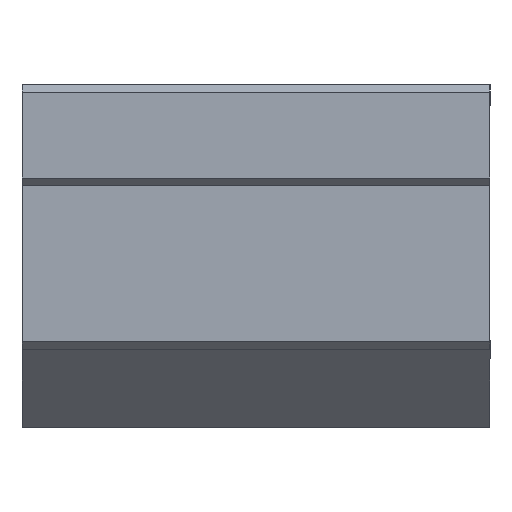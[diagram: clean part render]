
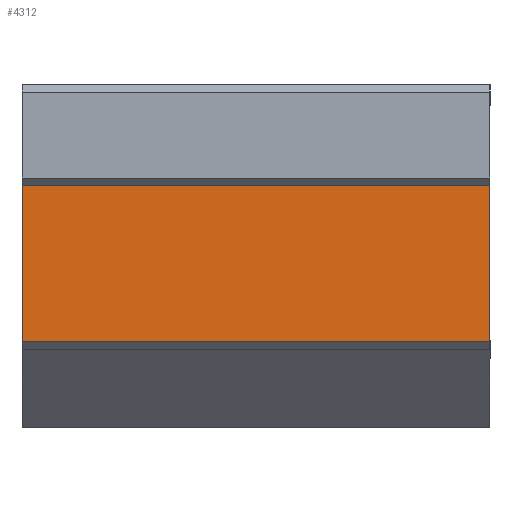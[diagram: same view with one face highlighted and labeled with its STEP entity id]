
A CAD part, front view. The second image highlights one B-rep face of the part: STEP entity #4312.
In plain terms, the highlighted planar face has unit normal (0, -1, 0).
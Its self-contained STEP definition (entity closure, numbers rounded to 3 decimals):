
#1061 = VERTEX_POINT ( 'NONE', #6272 ) ;
#2763 = VECTOR ( 'NONE', #13687, 1000. ) ;
#4312 = ADVANCED_FACE ( 'NONE', ( #27640 ), #10016, .T. ) ;
#4627 = VERTEX_POINT ( 'NONE', #38757 ) ;
#5073 = AXIS2_PLACEMENT_3D ( 'NONE', #6927, #29140, #10163 ) ;
#6272 = CARTESIAN_POINT ( 'NONE',  ( -18.723, -12.199, 4.5 ) ) ;
#6330 = ORIENTED_EDGE ( 'NONE', *, *, #19356, .T. ) ;
#6927 = CARTESIAN_POINT ( 'NONE',  ( -18.723, -12.199, 4.5 ) ) ;
#7509 = CARTESIAN_POINT ( 'NONE',  ( 11.277, -12.199, -5.5 ) ) ;
#7701 = LINE ( 'NONE', #36952, #32057 ) ;
#8786 = VERTEX_POINT ( 'NONE', #22375 ) ;
#10016 = PLANE ( 'NONE',  #5073 ) ;
#10163 = DIRECTION ( 'NONE',  ( 1., 0., 0. ) ) ;
#11201 = LINE ( 'NONE', #32699, #2763 ) ;
#12289 = CARTESIAN_POINT ( 'NONE',  ( 11.277, -12.199, 4.5 ) ) ;
#12614 = VECTOR ( 'NONE', #19094, 1000. ) ;
#13687 = DIRECTION ( 'NONE',  ( 1., 0., 0. ) ) ;
#16294 = ORIENTED_EDGE ( 'NONE', *, *, #31820, .T. ) ;
#16440 = EDGE_LOOP ( 'NONE', ( #16294, #6330, #34803, #23059 ) ) ;
#18779 = DIRECTION ( 'NONE',  ( 0., 0., -1. ) ) ;
#19094 = DIRECTION ( 'NONE',  ( 1., 0., 0. ) ) ;
#19356 = EDGE_CURVE ( 'NONE', #4627, #31061, #37918, .T. ) ;
#20748 = EDGE_CURVE ( 'NONE', #8786, #31061, #39373, .T. ) ;
#22375 = CARTESIAN_POINT ( 'NONE',  ( 11.277, -12.199, 4.5 ) ) ;
#23059 = ORIENTED_EDGE ( 'NONE', *, *, #26790, .F. ) ;
#26790 = EDGE_CURVE ( 'NONE', #1061, #8786, #11201, .T. ) ;
#27640 = FACE_OUTER_BOUND ( 'NONE', #16440, .T. ) ;
#29140 = DIRECTION ( 'NONE',  ( 0., -1., 0. ) ) ;
#30956 = VECTOR ( 'NONE', #18779, 1000. ) ;
#31061 = VERTEX_POINT ( 'NONE', #7509 ) ;
#31820 = EDGE_CURVE ( 'NONE', #1061, #4627, #7701, .T. ) ;
#32057 = VECTOR ( 'NONE', #40126, 1000. ) ;
#32699 = CARTESIAN_POINT ( 'NONE',  ( -18.723, -12.199, 4.5 ) ) ;
#34803 = ORIENTED_EDGE ( 'NONE', *, *, #20748, .F. ) ;
#34946 = CARTESIAN_POINT ( 'NONE',  ( -18.723, -12.199, -5.5 ) ) ;
#36952 = CARTESIAN_POINT ( 'NONE',  ( -18.723, -12.199, 4.5 ) ) ;
#37918 = LINE ( 'NONE', #34946, #12614 ) ;
#38757 = CARTESIAN_POINT ( 'NONE',  ( -18.723, -12.199, -5.5 ) ) ;
#39373 = LINE ( 'NONE', #12289, #30956 ) ;
#40126 = DIRECTION ( 'NONE',  ( 0., 0., -1. ) ) ;
